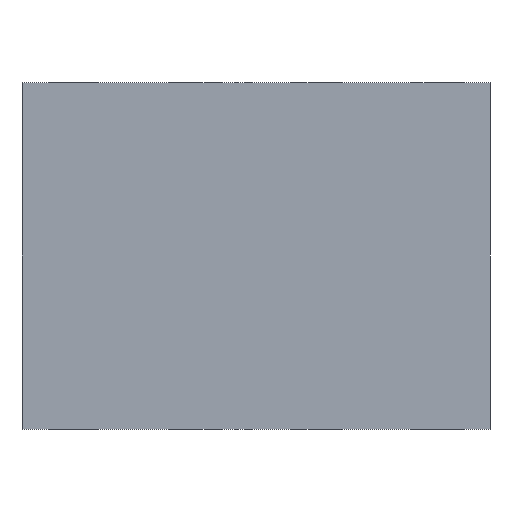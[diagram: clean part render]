
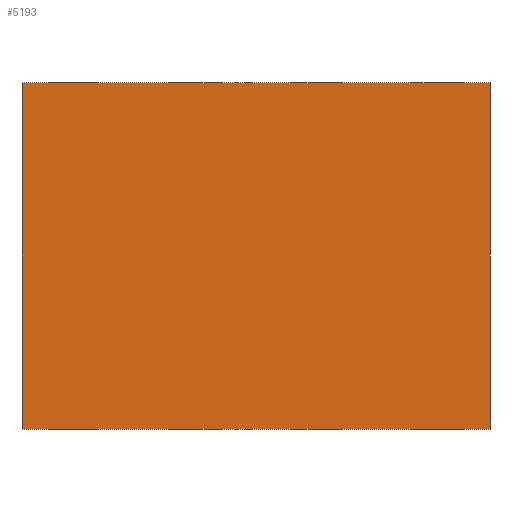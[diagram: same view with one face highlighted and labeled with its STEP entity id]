
A CAD part, left-side view. The second image highlights one B-rep face of the part: STEP entity #5193.
In plain terms, the highlighted planar face has unit normal (-1, 0, 0).
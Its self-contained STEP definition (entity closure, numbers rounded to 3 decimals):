
#920=ORIENTED_EDGE('',*,*,#2051,.T.);
#921=ORIENTED_EDGE('',*,*,#2040,.T.);
#922=ORIENTED_EDGE('',*,*,#2044,.T.);
#923=ORIENTED_EDGE('',*,*,#2047,.T.);
#2040=EDGE_CURVE('',#2672,#2673,#3258,.T.);
#2044=EDGE_CURVE('',#2673,#2676,#3262,.T.);
#2047=EDGE_CURVE('',#2676,#2678,#3265,.T.);
#2051=EDGE_CURVE('',#2678,#2672,#3269,.T.);
#2672=VERTEX_POINT('',#8822);
#2673=VERTEX_POINT('',#8823);
#2676=VERTEX_POINT('',#8831);
#2678=VERTEX_POINT('',#8837);
#3258=LINE('',#8821,#3930);
#3262=LINE('',#8830,#3934);
#3265=LINE('',#8836,#3937);
#3269=LINE('',#8844,#3941);
#3930=VECTOR('',#7359,1000.);
#3934=VECTOR('',#7365,1000.);
#3937=VECTOR('',#7370,1000.);
#3941=VECTOR('',#7378,1000.);
#4417=EDGE_LOOP('',(#920,#921,#922,#923));
#4703=FACE_BOUND('',#4417,.T.);
#4948=PLANE('',#6516);
#5193=ADVANCED_FACE('',(#4703),#4948,.T.);
#6516=AXIS2_PLACEMENT_3D('',#8845,#7379,#7380);
#7359=DIRECTION('',(0.,0.,-1.));
#7365=DIRECTION('',(0.,-1.,0.));
#7370=DIRECTION('',(0.,0.,1.));
#7378=DIRECTION('',(0.,1.,0.));
#7379=DIRECTION('',(-1.,0.,0.));
#7380=DIRECTION('',(0.,-1.,0.));
#8821=CARTESIAN_POINT('',(0.,0.675,0.5));
#8822=CARTESIAN_POINT('',(0.,0.675,0.5));
#8823=CARTESIAN_POINT('',(0.,0.675,-0.5));
#8830=CARTESIAN_POINT('',(0.,0.675,-0.5));
#8831=CARTESIAN_POINT('',(0.,-0.675,-0.5));
#8836=CARTESIAN_POINT('',(0.,-0.675,-0.5));
#8837=CARTESIAN_POINT('',(0.,-0.675,0.5));
#8844=CARTESIAN_POINT('',(0.,-0.675,0.5));
#8845=CARTESIAN_POINT('',(0.,0.,0.));
